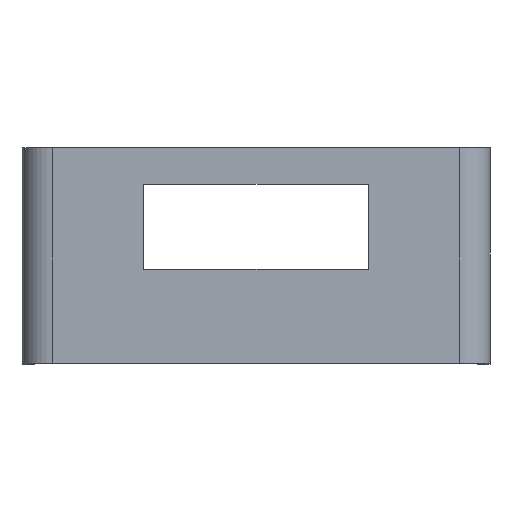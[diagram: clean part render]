
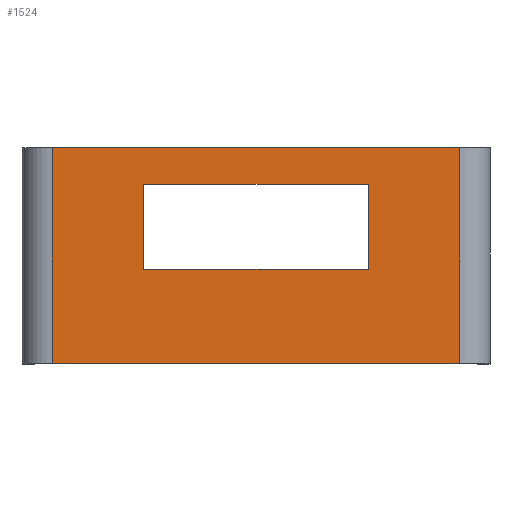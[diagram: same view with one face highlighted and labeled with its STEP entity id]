
A CAD part, top view. The second image highlights one B-rep face of the part: STEP entity #1524.
In plain terms, the highlighted planar face has unit normal (0, 0, 1).
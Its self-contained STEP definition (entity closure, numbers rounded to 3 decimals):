
#22=FACE_BOUND('',#214,.T.);
#67=PLANE('',#1623);
#131=FACE_OUTER_BOUND('',#213,.T.);
#213=EDGE_LOOP('',(#1275,#1276,#1277,#1278));
#214=EDGE_LOOP('',(#1279,#1280,#1281,#1282));
#371=LINE('',#2245,#548);
#375=LINE('',#2253,#552);
#378=LINE('',#2259,#555);
#381=LINE('',#2264,#558);
#415=LINE('',#2336,#592);
#432=LINE('',#2384,#609);
#437=LINE('',#2397,#614);
#438=LINE('',#2399,#615);
#548=VECTOR('',#1797,10.);
#552=VECTOR('',#1803,10.);
#555=VECTOR('',#1808,10.);
#558=VECTOR('',#1813,10.);
#592=VECTOR('',#1873,10.);
#609=VECTOR('',#1918,10.);
#614=VECTOR('',#1935,10.);
#615=VECTOR('',#1938,10.);
#716=VERTEX_POINT('',#2243);
#717=VERTEX_POINT('',#2244);
#720=VERTEX_POINT('',#2252);
#722=VERTEX_POINT('',#2258);
#747=VERTEX_POINT('',#2333);
#748=VERTEX_POINT('',#2335);
#764=VERTEX_POINT('',#2381);
#765=VERTEX_POINT('',#2383);
#877=EDGE_CURVE('',#716,#717,#371,.T.);
#881=EDGE_CURVE('',#720,#716,#375,.T.);
#884=EDGE_CURVE('',#722,#720,#378,.T.);
#887=EDGE_CURVE('',#717,#722,#381,.T.);
#924=EDGE_CURVE('',#747,#748,#415,.T.);
#949=EDGE_CURVE('',#764,#765,#432,.T.);
#955=EDGE_CURVE('',#764,#748,#437,.T.);
#956=EDGE_CURVE('',#765,#747,#438,.T.);
#1275=ORIENTED_EDGE('',*,*,#955,.T.);
#1276=ORIENTED_EDGE('',*,*,#924,.F.);
#1277=ORIENTED_EDGE('',*,*,#956,.F.);
#1278=ORIENTED_EDGE('',*,*,#949,.F.);
#1279=ORIENTED_EDGE('',*,*,#877,.T.);
#1280=ORIENTED_EDGE('',*,*,#887,.T.);
#1281=ORIENTED_EDGE('',*,*,#884,.T.);
#1282=ORIENTED_EDGE('',*,*,#881,.T.);
#1524=ADVANCED_FACE('',(#131,#22),#67,.T.);
#1623=AXIS2_PLACEMENT_3D('',#2398,#1936,#1937);
#1797=DIRECTION('',(0.,-1.,0.));
#1803=DIRECTION('',(1.,0.,0.));
#1808=DIRECTION('',(0.,1.,0.));
#1813=DIRECTION('',(-1.,0.,0.));
#1873=DIRECTION('',(1.,0.,0.));
#1918=DIRECTION('',(-1.,0.,0.));
#1935=DIRECTION('',(0.,1.,0.));
#1936=DIRECTION('center_axis',(0.,0.,1.));
#1937=DIRECTION('ref_axis',(1.,0.,0.));
#1938=DIRECTION('',(0.,1.,0.));
#2243=CARTESIAN_POINT('',(47.,18.,10.));
#2244=CARTESIAN_POINT('',(47.,4.,10.));
#2245=CARTESIAN_POINT('',(47.,9.,10.));
#2252=CARTESIAN_POINT('',(10.,18.,10.));
#2253=CARTESIAN_POINT('',(2.5,18.,10.));
#2258=CARTESIAN_POINT('',(10.,4.,10.));
#2259=CARTESIAN_POINT('',(10.,2.,10.));
#2264=CARTESIAN_POINT('',(21.,4.,10.));
#2333=CARTESIAN_POINT('',(-5.,24.,10.));
#2335=CARTESIAN_POINT('',(62.,24.,10.));
#2336=CARTESIAN_POINT('',(67.,24.,10.));
#2381=CARTESIAN_POINT('',(62.,-11.5,10.));
#2383=CARTESIAN_POINT('',(-5.,-11.5,10.));
#2384=CARTESIAN_POINT('',(67.,-11.5,10.));
#2397=CARTESIAN_POINT('',(62.,0.,10.));
#2398=CARTESIAN_POINT('Origin',(-5.,0.,10.));
#2399=CARTESIAN_POINT('',(-5.,0.,10.));
